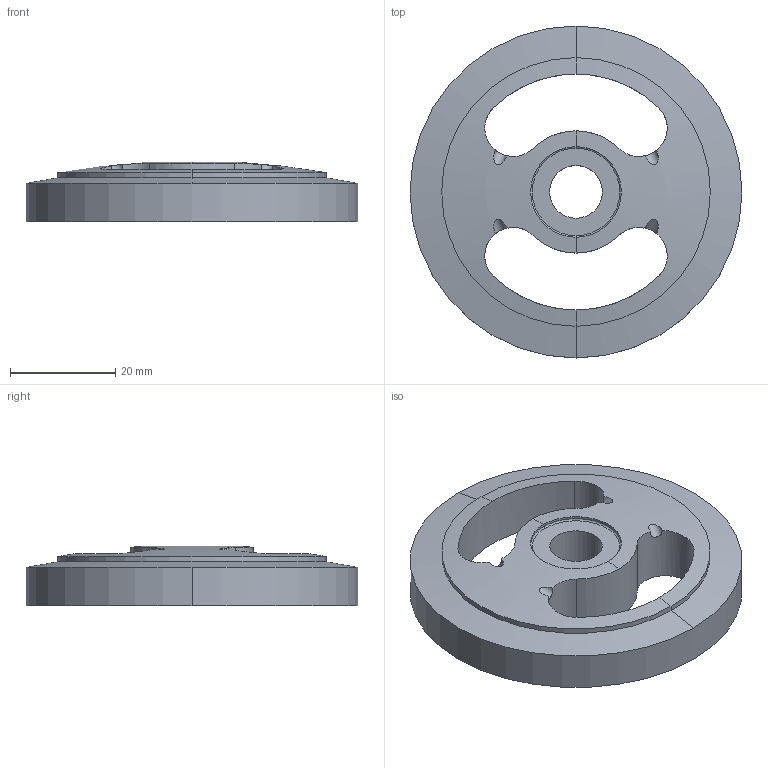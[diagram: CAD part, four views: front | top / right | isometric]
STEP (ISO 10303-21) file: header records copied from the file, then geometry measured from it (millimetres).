
FILE_DESCRIPTION((''),'2;1');
FILE_NAME('R409-9002','2020-07-27T',('LY4569'),(''),'PRO/ENGINEER BY PARAMETRIC TECHNOLOGY CORPORATION, 2014200','PRO/ENGINEER BY PARAMETRIC TECHNOLOGY CORPORATION, 2014200','');
FILE_SCHEMA(('CONFIG_CONTROL_DESIGN'));
Length unit declared in the file: millimetre
Products named in the file (1): R409-9002
Bounding box: 63 x 63 x 11.34 mm (x, y, z)
Volume: 19456.8 mm3; surface area: 8828.3 mm2
Topology: 1 solids, 1 shells, 51 faces, 137 edges, 87 vertices
Faces by surface type: cylinder 30, plane 11, cone 4, torus 4, sphere 2
Entity records: 1833 total; most frequent: CARTESIAN_POINT 487, DIRECTION 287, ORIENTED_EDGE 270, EDGE_CURVE 135, AXIS2_PLACEMENT_3D 119, VERTEX_POINT 87, CIRCLE 68, EDGE_LOOP 58
